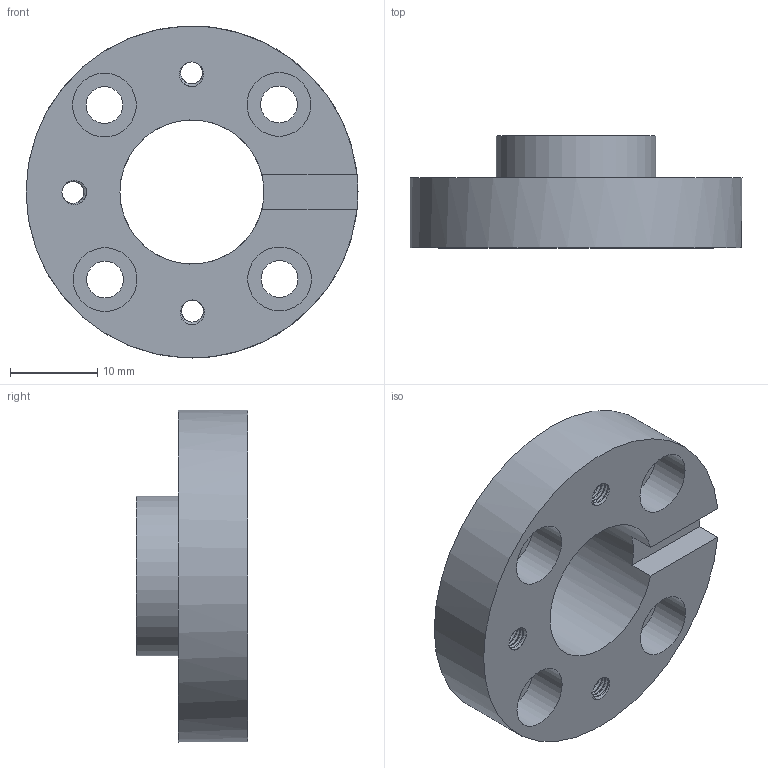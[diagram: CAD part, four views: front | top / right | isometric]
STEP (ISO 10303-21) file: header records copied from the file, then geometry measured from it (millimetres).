
FILE_DESCRIPTION(/* description */ (''),/* implementation_level */ '2;1');
FILE_NAME(/* name */ 'MPS_bottom_sensor_holder.step',/* time_stamp */ '2023-08-03T10:38:21+02:00',/* author */ (''),/* organization */ (''),/* preprocessor_version */ 'ST-DEVELOPER v20',/* originating_system */ 'Autodesk Translation Framework v12.9.0.99',/* authorisation */ '');
FILE_SCHEMA (('AUTOMOTIVE_DESIGN { 1 0 10303 214 3 1 1 }'));
Length unit declared in the file: millimetre
Products named in the file (2): MPS_HH_drawing_02_FINAL; bottom_sensor_holder
Assembly tree (1 placements, depth 2):
  MPS_HH_drawing_02_FINAL
    bottom_sensor_holder
Bounding box: 38 x 12.8 x 38 mm (x, y, z)
Volume: 6366.6 mm3; surface area: 4575 mm2
Topology: 1 solids, 1 shells, 129 faces, 369 edges, 246 vertices
Faces by surface type: cylinder 113, plane 10, bspline 6
Full cylindrical faces by diameter (mm): 2.529 x24, 3.086 x12, 4.2 x4, 7.3 x4, 16.5 x1, 18.3 x1, 38 x1
Entity records: 10282 total; most frequent: CARTESIAN_POINT 7233, ORIENTED_EDGE 738, DIRECTION 443, EDGE_CURVE 369, VERTEX_POINT 246, B_SPLINE_CURVE_WITH_KNOTS 216, AXIS2_PLACEMENT_3D 164, EDGE_LOOP 149
